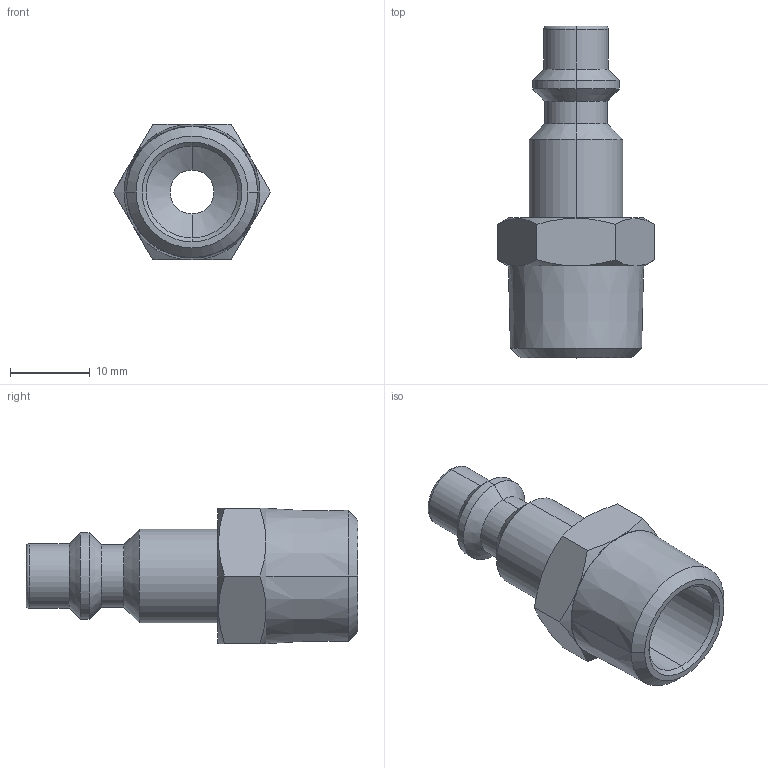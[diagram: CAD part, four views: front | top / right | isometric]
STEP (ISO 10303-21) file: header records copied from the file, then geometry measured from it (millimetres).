
FILE_DESCRIPTION (( 'STEP AP203' ), '1' );
FILE_NAME ('07421003.STEP', '2011-07-29T15:07:41', ( 'SP' ), ( 'sopra-pneumatic' ), 'SwSTEP 2.0', 'SolidWorks 2011', '' );
FILE_SCHEMA (( 'CONFIG_CONTROL_DESIGN' ));
Length unit declared in the file: millimetre
Products named in the file (1): 07421003
Bounding box: 19.63 x 41.5 x 17 mm (x, y, z)
Volume: 3626.2 mm3; surface area: 3051.8 mm2
Topology: 1 solids, 1 shells, 46 faces, 98 edges, 56 vertices
Faces by surface type: cone 22, cylinder 12, plane 10, torus 2
Entity records: 1403 total; most frequent: CARTESIAN_POINT 341, DIRECTION 216, ORIENTED_EDGE 196, EDGE_CURVE 98, AXIS2_PLACEMENT_3D 91, VERTEX_POINT 56, EDGE_LOOP 50, ADVANCED_FACE 46
